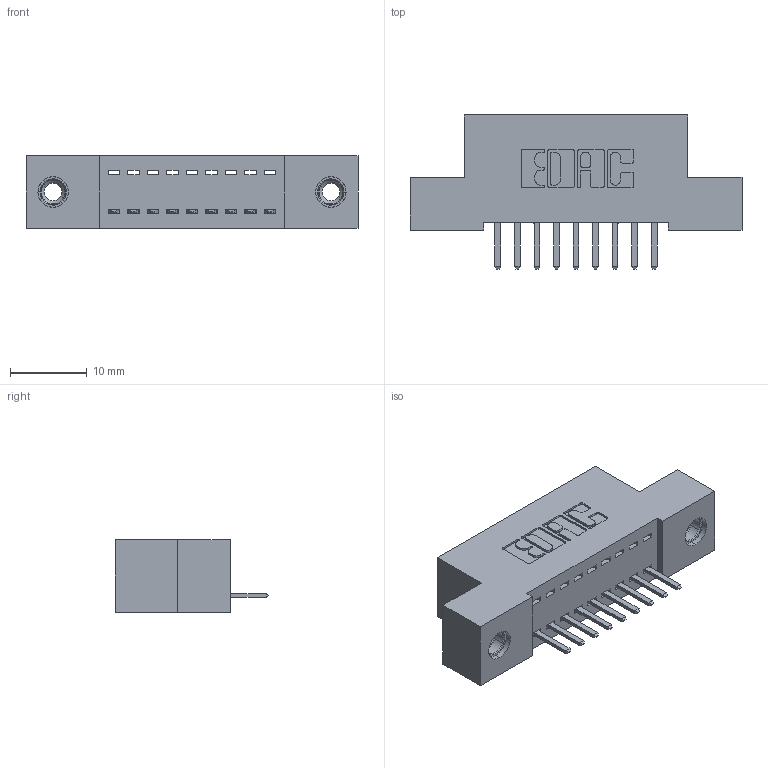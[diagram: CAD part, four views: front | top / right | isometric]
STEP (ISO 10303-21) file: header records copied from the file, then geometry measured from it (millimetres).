
FILE_DESCRIPTION (( 'STEP AP203' ), '1' );
FILE_NAME ('342-009-520-108.STEP', '2019-10-01T13:22:35', ( '' ), ( '' ), 'SwSTEP 2.0', 'SolidWorks 2016', '' );
FILE_SCHEMA (( 'CONFIG_CONTROL_DESIGN' ));
Length unit declared in the file: inch
Products named in the file (4): 345-292-001_345-293-120; 345-250-001_345-250-003-102; 342-009-520-108; 342 Part_TI
Assembly tree (12 placements, depth 2):
  342-009-520-108
    342 Part_TI
    345-292-001_345-293-120  x9
    345-250-001_345-250-003-102  x2
Bounding box: 43.18 x 20.02 x 9.4 mm (x, y, z)
Volume: 3632.9 mm3; surface area: 4653.6 mm2
Topology: 12 solids, 12 shells, 728 faces, 2091 edges, 1362 vertices
Faces by surface type: plane 494, cylinder 218, cone 12, torus 4
Entity records: 10938 total; most frequent: CARTESIAN_POINT 1884, ORIENTED_EDGE 1810, DIRECTION 1677, EDGE_CURVE 905, LINE 753, VECTOR 753, VERTEX_POINT 596, AXIS2_PLACEMENT_3D 462
